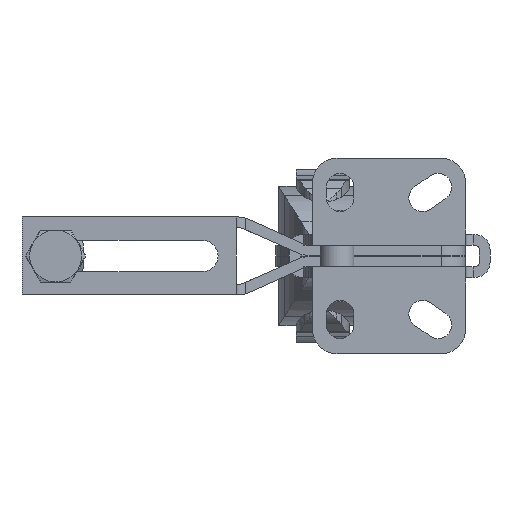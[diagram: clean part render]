
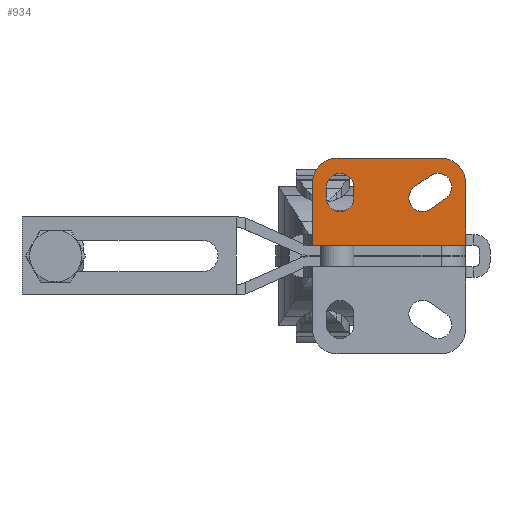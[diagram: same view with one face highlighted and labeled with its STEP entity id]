
A CAD part, front view. The second image highlights one B-rep face of the part: STEP entity #934.
In plain terms, the highlighted planar face has unit normal (0, -1, 0).
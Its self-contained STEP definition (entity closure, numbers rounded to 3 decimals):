
#934 = ADVANCED_FACE( '', ( #1983, #1984, #1985 ), #1986, .F. );
#1983 = FACE_BOUND( '', #3385, .T. );
#1984 = FACE_OUTER_BOUND( '', #3386, .T. );
#1985 = FACE_BOUND( '', #3387, .T. );
#1986 = PLANE( '', #3388 );
#3385 = EDGE_LOOP( '', ( #5196, #5197, #5198, #5199 ) );
#3386 = EDGE_LOOP( '', ( #5200, #5201, #5202, #5203, #5204, #5205 ) );
#3387 = EDGE_LOOP( '', ( #5206, #5207, #5208, #5209 ) );
#3388 = AXIS2_PLACEMENT_3D( '', #5210, #5211, #5212 );
#5196 = ORIENTED_EDGE( '', *, *, #8623, .T. );
#5197 = ORIENTED_EDGE( '', *, *, #8624, .T. );
#5198 = ORIENTED_EDGE( '', *, *, #8223, .T. );
#5199 = ORIENTED_EDGE( '', *, *, #8529, .T. );
#5200 = ORIENTED_EDGE( '', *, *, #8625, .T. );
#5201 = ORIENTED_EDGE( '', *, *, #8541, .F. );
#5202 = ORIENTED_EDGE( '', *, *, #8626, .F. );
#5203 = ORIENTED_EDGE( '', *, *, #8627, .F. );
#5204 = ORIENTED_EDGE( '', *, *, #8628, .F. );
#5205 = ORIENTED_EDGE( '', *, *, #8518, .T. );
#5206 = ORIENTED_EDGE( '', *, *, #8629, .T. );
#5207 = ORIENTED_EDGE( '', *, *, #8630, .T. );
#5208 = ORIENTED_EDGE( '', *, *, #8631, .T. );
#5209 = ORIENTED_EDGE( '', *, *, #8632, .T. );
#5210 = CARTESIAN_POINT( '', ( 0., 0., 7.05 ) );
#5211 = DIRECTION( '', ( 0., 1., 0. ) );
#5212 = DIRECTION( '', ( 0., 0., 1. ) );
#8223 = EDGE_CURVE( '', #9668, #9669, #9670, .T. );
#8518 = EDGE_CURVE( '', #10196, #10193, #10197, .T. );
#8529 = EDGE_CURVE( '', #9669, #10211, #10212, .T. );
#8541 = EDGE_CURVE( '', #10229, #10226, #10231, .T. );
#8623 = EDGE_CURVE( '', #10211, #10362, #10363, .T. );
#8624 = EDGE_CURVE( '', #10362, #9668, #10364, .T. );
#8625 = EDGE_CURVE( '', #10193, #10226, #10365, .T. );
#8626 = EDGE_CURVE( '', #10366, #10229, #10367, .T. );
#8627 = EDGE_CURVE( '', #10368, #10366, #10369, .T. );
#8628 = EDGE_CURVE( '', #10196, #10368, #10370, .T. );
#8629 = EDGE_CURVE( '', #10371, #10372, #10373, .T. );
#8630 = EDGE_CURVE( '', #10372, #10374, #10375, .T. );
#8631 = EDGE_CURVE( '', #10374, #10376, #10377, .T. );
#8632 = EDGE_CURVE( '', #10376, #10371, #10378, .T. );
#9668 = VERTEX_POINT( '', #11809 );
#9669 = VERTEX_POINT( '', #11810 );
#9670 = LINE( '', #11811, #11812 );
#10193 = VERTEX_POINT( '', #12588 );
#10196 = VERTEX_POINT( '', #12592 );
#10197 = LINE( '', #12593, #12594 );
#10211 = VERTEX_POINT( '', #12623 );
#10212 = CIRCLE( '', #12624, 4.5 );
#10226 = VERTEX_POINT( '', #12658 );
#10229 = VERTEX_POINT( '', #12663 );
#10231 = LINE( '', #12666, #12667 );
#10362 = VERTEX_POINT( '', #12915 );
#10363 = LINE( '', #12916, #12917 );
#10364 = CIRCLE( '', #12918, 4.5 );
#10365 = LINE( '', #12919, #12920 );
#10366 = VERTEX_POINT( '', #12921 );
#10367 = CIRCLE( '', #12922, 8. );
#10368 = VERTEX_POINT( '', #12923 );
#10369 = LINE( '', #12924, #12925 );
#10370 = CIRCLE( '', #12926, 8. );
#10371 = VERTEX_POINT( '', #12927 );
#10372 = VERTEX_POINT( '', #12928 );
#10373 = CIRCLE( '', #12929, 4.5 );
#10374 = VERTEX_POINT( '', #12930 );
#10375 = LINE( '', #12931, #12932 );
#10376 = VERTEX_POINT( '', #12933 );
#10377 = CIRCLE( '', #12934, 4.5 );
#10378 = LINE( '', #12935, #12936 );
#11809 = CARTESIAN_POINT( '', ( 33.419, 0., 22.687 ) );
#11810 = CARTESIAN_POINT( '', ( 38.419, 0., 26.187 ) );
#11811 = CARTESIAN_POINT( '', ( 33.419, 0., 22.687 ) );
#11812 = VECTOR( '', #15256, 1000. );
#12588 = CARTESIAN_POINT( '', ( 0., 0., 3.55 ) );
#12592 = CARTESIAN_POINT( '', ( 0., 0., 24. ) );
#12593 = CARTESIAN_POINT( '', ( 0., 0., 7.05 ) );
#12594 = VECTOR( '', #15657, 1000. );
#12623 = CARTESIAN_POINT( '', ( 43.581, 0., 18.813 ) );
#12624 = AXIS2_PLACEMENT_3D( '', #15663, #15664, #15665 );
#12658 = CARTESIAN_POINT( '', ( 50., 0., 3.55 ) );
#12663 = CARTESIAN_POINT( '', ( 50., 0., 24. ) );
#12666 = CARTESIAN_POINT( '', ( 50., 0., 7.05 ) );
#12667 = VECTOR( '', #15672, 1000. );
#12915 = CARTESIAN_POINT( '', ( 38.581, 0., 15.313 ) );
#12916 = CARTESIAN_POINT( '', ( 43.581, 0., 18.813 ) );
#12917 = VECTOR( '', #15769, 1000. );
#12918 = AXIS2_PLACEMENT_3D( '', #15770, #15771, #15772 );
#12919 = CARTESIAN_POINT( '', ( -6.5, 0., 3.55 ) );
#12920 = VECTOR( '', #15773, 1000. );
#12921 = CARTESIAN_POINT( '', ( 42., 0., 32. ) );
#12922 = AXIS2_PLACEMENT_3D( '', #15774, #15775, #15776 );
#12923 = CARTESIAN_POINT( '', ( 8., 0., 32. ) );
#12924 = CARTESIAN_POINT( '', ( 8., 0., 32. ) );
#12925 = VECTOR( '', #15777, 1000. );
#12926 = AXIS2_PLACEMENT_3D( '', #15778, #15779, #15780 );
#12927 = CARTESIAN_POINT( '', ( 13.5, 0., 19. ) );
#12928 = CARTESIAN_POINT( '', ( 4.5, 0., 19. ) );
#12929 = AXIS2_PLACEMENT_3D( '', #15781, #15782, #15783 );
#12930 = CARTESIAN_POINT( '', ( 4.5, 0., 22.5 ) );
#12931 = CARTESIAN_POINT( '', ( 4.5, 0., 19. ) );
#12932 = VECTOR( '', #15784, 1000. );
#12933 = CARTESIAN_POINT( '', ( 13.5, 0., 22.5 ) );
#12934 = AXIS2_PLACEMENT_3D( '', #15785, #15786, #15787 );
#12935 = CARTESIAN_POINT( '', ( 13.5, 0., 22.5 ) );
#12936 = VECTOR( '', #15788, 1000. );
#15256 = DIRECTION( '', ( 0.819, 0., 0.573 ) );
#15657 = DIRECTION( '', ( 0., 0., -1. ) );
#15663 = CARTESIAN_POINT( '', ( 41., 0., 22.5 ) );
#15664 = DIRECTION( '', ( 0., 1., 0. ) );
#15665 = DIRECTION( '', ( 1., 0., 0. ) );
#15672 = DIRECTION( '', ( 0., 0., -1. ) );
#15769 = DIRECTION( '', ( -0.819, 0., -0.573 ) );
#15770 = CARTESIAN_POINT( '', ( 36., 0., 19. ) );
#15771 = DIRECTION( '', ( 0., 1., 0. ) );
#15772 = DIRECTION( '', ( 1., 0., 0. ) );
#15773 = DIRECTION( '', ( 1., 0., 0. ) );
#15774 = CARTESIAN_POINT( '', ( 42., 0., 24. ) );
#15775 = DIRECTION( '', ( 0., 1., 0. ) );
#15776 = DIRECTION( '', ( 1., 0., 0. ) );
#15777 = DIRECTION( '', ( 1., 0., 0. ) );
#15778 = CARTESIAN_POINT( '', ( 8., 0., 24. ) );
#15779 = DIRECTION( '', ( 0., 1., 0. ) );
#15780 = DIRECTION( '', ( 1., 0., 0. ) );
#15781 = CARTESIAN_POINT( '', ( 9., 0., 19. ) );
#15782 = DIRECTION( '', ( 0., 1., 0. ) );
#15783 = DIRECTION( '', ( 1., 0., 0. ) );
#15784 = DIRECTION( '', ( 0., 0., 1. ) );
#15785 = CARTESIAN_POINT( '', ( 9., 0., 22.5 ) );
#15786 = DIRECTION( '', ( 0., 1., 0. ) );
#15787 = DIRECTION( '', ( 1., 0., 0. ) );
#15788 = DIRECTION( '', ( 0., 0., -1. ) );
